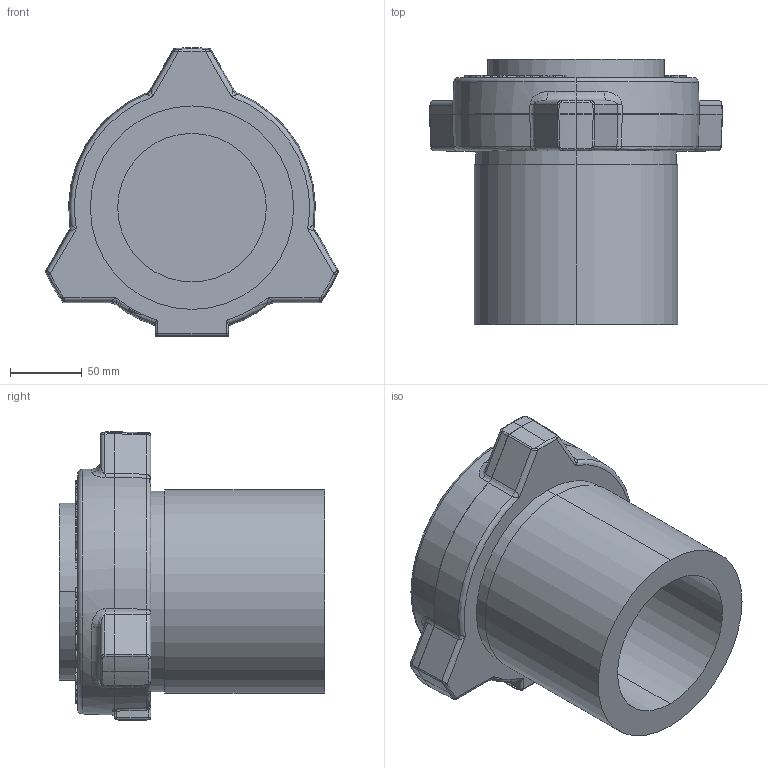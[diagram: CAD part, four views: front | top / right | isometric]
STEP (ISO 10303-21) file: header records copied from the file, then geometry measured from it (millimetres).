
FILE_DESCRIPTION (( 'STEP AP214' ), '1' );
FILE_NAME ('5150HUC6LG-CCLL6.STEP', '2023-08-16T17:30:12', ( '' ), ( '' ), 'SwSTEP 2.0', 'SolidWorks 2019', '' );
FILE_SCHEMA (( 'AUTOMOTIVE_DESIGN' ));
Length unit declared in the file: inch
Products named in the file (1): 5150HUC6LG-CCLL6
Bounding box: 203.53 x 184.15 x 200.48 mm (x, y, z)
Volume: 2203339.1 mm3; surface area: 185784.9 mm2
Topology: 1 solids, 1 shells, 596 faces, 1522 edges, 961 vertices
Faces by surface type: plane 297, bspline 213, cylinder 38, torus 26, cone 18, sphere 4
Entity records: 29537 total; most frequent: CARTESIAN_POINT 15323, ORIENTED_EDGE 3020, DIRECTION 2038, EDGE_CURVE 1510, VERTEX_POINT 961, LINE 898, VECTOR 898, EDGE_LOOP 641
